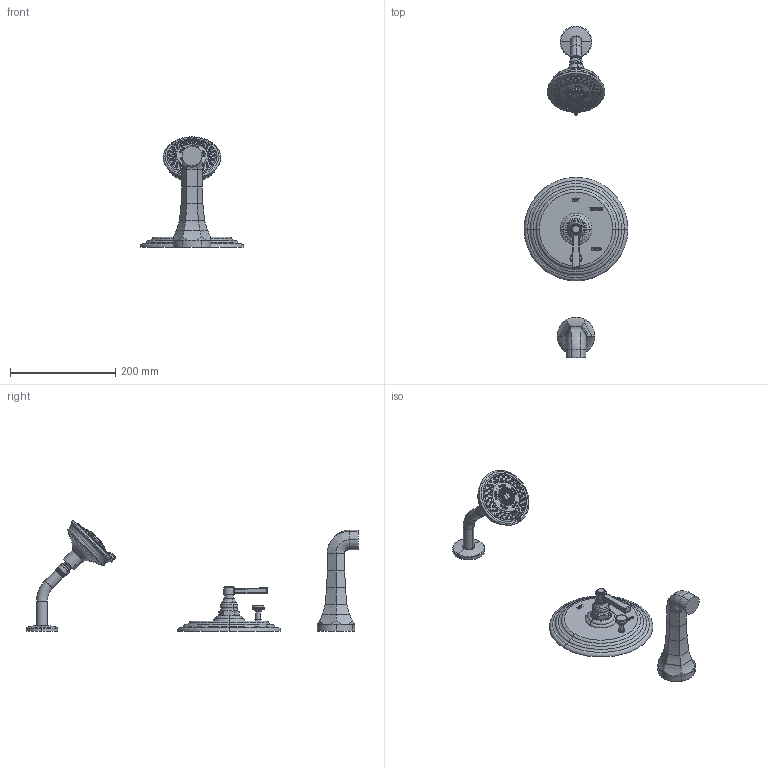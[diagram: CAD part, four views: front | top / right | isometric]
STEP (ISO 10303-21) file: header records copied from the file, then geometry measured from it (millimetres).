
FILE_DESCRIPTION((''),'2;1');
FILE_NAME('3-912BP','2021-05-25T15:01:31',('jinson.thomas'),(''),'CREO PARAMETRIC BY PTC INC, 2018400','CREO PARAMETRIC BY PTC INC, 2018400','');
FILE_SCHEMA(('CONFIG_CONTROL_DESIGN'));
Products named in the file (1): 3-912BP
Bounding box: 196.85 x 630.81 x 209.53 mm (x, y, z)
Volume: 1152214.2 mm3; surface area: 157859.5 mm2
Topology: 3 solids, 3 shells, 1397 faces, 3071 edges, 1852 vertices
Faces by surface type: torus 363, cone 306, plane 268, cylinder 224, bspline 160, extrusion 64, sphere 10, revolution 2
Entity records: 60165 total; most frequent: CARTESIAN_POINT 30699, ORIENTED_EDGE 6138, DIRECTION 5875, EDGE_CURVE 3069, AXIS2_PLACEMENT_3D 2412, VERTEX_POINT 1852, EDGE_LOOP 1587, FACE_OUTER_BOUND 1397
